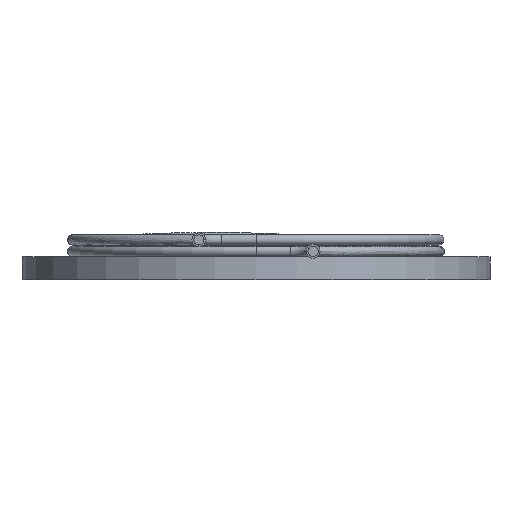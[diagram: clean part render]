
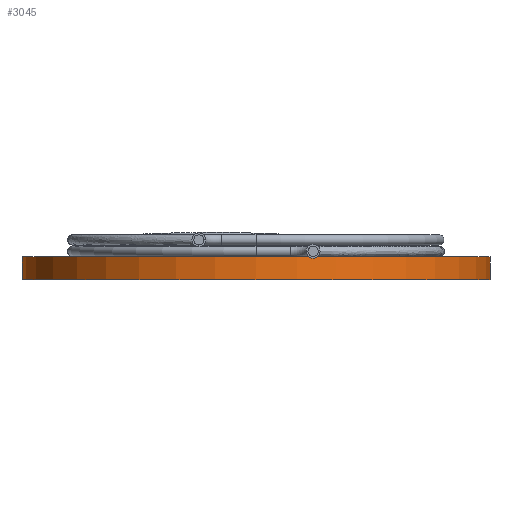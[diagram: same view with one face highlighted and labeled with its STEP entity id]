
A CAD part, front view. The second image highlights one B-rep face of the part: STEP entity #3045.
In plain terms, the highlighted cylindrical face has radius 10.25 mm (diameter 20.5 mm), a full revolution.
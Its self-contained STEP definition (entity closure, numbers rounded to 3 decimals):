
#50=CIRCLE('',#3171,10.25);
#51=CIRCLE('',#3173,10.25);
#93=CYLINDRICAL_SURFACE('',#3172,10.25);
#708=ORIENTED_EDGE('',*,*,#1089,.T.);
#709=ORIENTED_EDGE('',*,*,#1088,.F.);
#1088=EDGE_CURVE('',#1287,#1287,#50,.T.);
#1089=EDGE_CURVE('',#1288,#1288,#51,.T.);
#1287=VERTEX_POINT('',#5336);
#1288=VERTEX_POINT('',#5339);
#1566=EDGE_LOOP('',(#708));
#1567=EDGE_LOOP('',(#709));
#1780=FACE_BOUND('',#1566,.T.);
#1781=FACE_BOUND('',#1567,.T.);
#3045=ADVANCED_FACE('',(#1780,#1781),#93,.T.);
#3171=AXIS2_PLACEMENT_3D('',#5335,#3502,#3503);
#3172=AXIS2_PLACEMENT_3D('',#5337,#3504,#3505);
#3173=AXIS2_PLACEMENT_3D('',#5338,#3506,#3507);
#3502=DIRECTION('',(0.,0.,-1.));
#3503=DIRECTION('',(1.,0.,0.));
#3504=DIRECTION('',(0.,0.,1.));
#3505=DIRECTION('',(1.,0.,0.));
#3506=DIRECTION('',(0.,0.,-1.));
#3507=DIRECTION('',(1.,0.,0.));
#5335=CARTESIAN_POINT('',(0.,0.,-1.));
#5336=CARTESIAN_POINT('',(10.25,0.,-1.));
#5337=CARTESIAN_POINT('',(0.,0.,-1.));
#5338=CARTESIAN_POINT('',(0.,0.,0.));
#5339=CARTESIAN_POINT('',(10.25,0.,0.));
